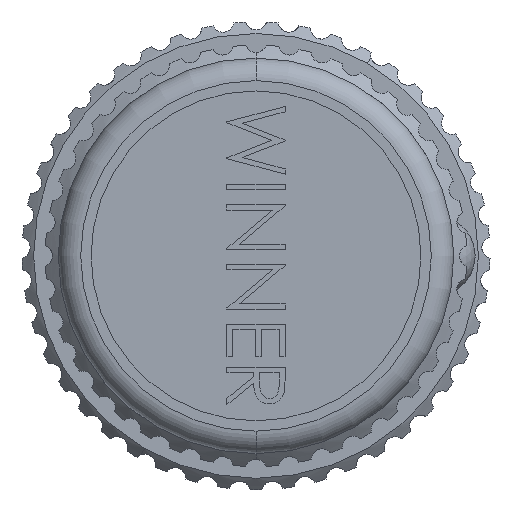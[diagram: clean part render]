
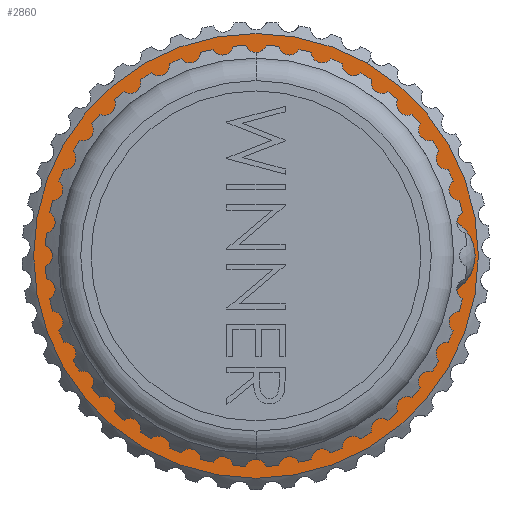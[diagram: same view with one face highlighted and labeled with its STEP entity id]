
A CAD part, left-side view. The second image highlights one B-rep face of the part: STEP entity #2860.
In plain terms, the highlighted planar face has unit normal (-1, 0, 0).
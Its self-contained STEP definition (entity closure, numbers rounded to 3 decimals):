
#171 = ORIENTED_EDGE ( 'NONE', *, *, #12912, .T. ) ;
#410 = CARTESIAN_POINT ( 'NONE',  ( -7.9, 3.364, 2.57 ) ) ;
#724 = CARTESIAN_POINT ( 'NONE',  ( -7.9, -2.951, 3.658 ) ) ;
#1125 = CARTESIAN_POINT ( 'NONE',  ( -7.9, -0.691, 4.502 ) ) ;
#1181 = CARTESIAN_POINT ( 'NONE',  ( -7.9, -3.653, -2.945 ) ) ;
#1279 = CARTESIAN_POINT ( 'NONE',  ( -7.9, -3.412, -3.191 ) ) ;
#1371 = CARTESIAN_POINT ( 'NONE',  ( -7.9, 0.928, -4.26 ) ) ;
#1473 = CARTESIAN_POINT ( 'NONE',  ( -7.9, -0.092, -4.424 ) ) ;
#1801 = CARTESIAN_POINT ( 'NONE',  ( -7.9, 3.983, 1.132 ) ) ;
#1997 = CARTESIAN_POINT ( 'NONE',  ( -7.9, 3.264, -2.563 ) ) ;
#2612 = DIRECTION ( 'NONE',  ( 1., 0., 0. ) ) ;
#2860 = ADVANCED_FACE ( 'NONE', ( #25556, #16900 ), #11210, .F. ) ;
#3137 = CARTESIAN_POINT ( 'NONE',  ( -7.9, -2.665, 3.86 ) ) ;
#3432 = VERTEX_POINT ( 'NONE', #29478 ) ;
#3441 = DIRECTION ( 'NONE',  ( 0., 0.5, -0.866 ) ) ;
#3539 = CARTESIAN_POINT ( 'NONE',  ( -7.9, 0., 0. ) ) ;
#3766 = ORIENTED_EDGE ( 'NONE', *, *, #23002, .T. ) ;
#3795 = CARTESIAN_POINT ( 'NONE',  ( -7.9, -0.613, -4.425 ) ) ;
#4714 = CARTESIAN_POINT ( 'NONE',  ( -7.9, 3.264, 0. ) ) ;
#5025 = CARTESIAN_POINT ( 'NONE',  ( -7.9, 3.047, 2.99 ) ) ;
#5686 = CARTESIAN_POINT ( 'NONE',  ( -7.9, -2.574, -3.806 ) ) ;
#6113 = B_SPLINE_CURVE_WITH_KNOTS ( 'NONE', 3,
 ( #1997, #25080, #8949, #22832, #20712, #6699, #6517, #24984, #1801, #25265 ),
 .UNSPECIFIED., .F., .F.,
 ( 4, 2, 2, 2, 4 ),
 ( 0., 0.001, 0.002, 0.003, 0.004 ),
 .UNSPECIFIED. ) ;
#6235 = EDGE_CURVE ( 'NONE', #20242, #29617, #7981, .T. ) ;
#6517 = CARTESIAN_POINT ( 'NONE',  ( -7.9, 4.117, 0.082 ) ) ;
#6531 = CIRCLE ( 'NONE', #18309, 4.7 ) ;
#6699 = CARTESIAN_POINT ( 'NONE',  ( -7.9, 4.106, -0.273 ) ) ;
#7228 = DIRECTION ( 'NONE',  ( 0., 0., -1. ) ) ;
#7751 = CARTESIAN_POINT ( 'NONE',  ( -7.9, 1.687, 4.065 ) ) ;
#7981 = B_SPLINE_CURVE_WITH_KNOTS ( 'NONE', 3,
 ( #26760, #1181, #1279, #19899, #15018, #5686, #17528, #8116, #28894, #15113, #28998, #3795, #1473, #10652, #17427, #24142, #1371, #10550, #29203, #21919, #19594, #10253, #12896, #8016, #20002 ),
 .UNSPECIFIED., .F., .F.,
 ( 4, 2, 2, 1, 2, 2, 2, 2, 2, 2, 2, 2, 4 ),
 ( 0., 0.001, 0.002, 0.002, 0.003, 0.003, 0.004, 0.005, 0.005, 0.006, 0.006, 0.008, 0.009 ),
 .UNSPECIFIED. ) ;
#8016 = CARTESIAN_POINT ( 'NONE',  ( -7.9, 3.067, -2.852 ) ) ;
#8055 = CARTESIAN_POINT ( 'NONE',  ( -7.9, -2.361, 4.027 ) ) ;
#8116 = CARTESIAN_POINT ( 'NONE',  ( -7.9, -1.955, -4.107 ) ) ;
#8681 = DIRECTION ( 'NONE',  ( 0., 0.5, -0.866 ) ) ;
#8802 = VERTEX_POINT ( 'NONE', #13585 ) ;
#8931 = EDGE_LOOP ( 'NONE', ( #23481, #26401, #3766, #171 ) ) ;
#8949 = CARTESIAN_POINT ( 'NONE',  ( -7.9, 3.637, -1.965 ) ) ;
#8977 = CARTESIAN_POINT ( 'NONE',  ( -7.9, 0., 0. ) ) ;
#9476 = CARTESIAN_POINT ( 'NONE',  ( -7.9, 3.779, 1.807 ) ) ;
#10092 = CARTESIAN_POINT ( 'NONE',  ( -7.9, -1.376, 4.389 ) ) ;
#10253 = CARTESIAN_POINT ( 'NONE',  ( -7.9, 2.318, -3.577 ) ) ;
#10550 = CARTESIAN_POINT ( 'NONE',  ( -7.9, 1.092, -4.209 ) ) ;
#10652 = CARTESIAN_POINT ( 'NONE',  ( -7.9, 0.083, -4.414 ) ) ;
#11070 = DIRECTION ( 'NONE',  ( 1., 0., 0. ) ) ;
#11210 = PLANE ( 'NONE',  #25000 ) ;
#11925 = CARTESIAN_POINT ( 'NONE',  ( -7.9, 3.881, 1.47 ) ) ;
#12109 = ORIENTED_EDGE ( 'NONE', *, *, #27368, .T. ) ;
#12896 = CARTESIAN_POINT ( 'NONE',  ( -7.9, 2.838, -3.114 ) ) ;
#12912 = EDGE_CURVE ( 'NONE', #3432, #24417, #25878, .T. ) ;
#13585 = CARTESIAN_POINT ( 'NONE',  ( -7.9, -7.65, 13.25 ) ) ;
#14233 = CARTESIAN_POINT ( 'NONE',  ( -7.9, 3.635, 2.123 ) ) ;
#14446 = CARTESIAN_POINT ( 'NONE',  ( -7.9, 2.816, 3.25 ) ) ;
#14747 = CARTESIAN_POINT ( 'NONE',  ( -7.9, -1.712, 4.293 ) ) ;
#14958 = CARTESIAN_POINT ( 'NONE',  ( -7.9, 2.555, 3.48 ) ) ;
#15018 = CARTESIAN_POINT ( 'NONE',  ( -7.9, -2.866, -3.62 ) ) ;
#15113 = CARTESIAN_POINT ( 'NONE',  ( -7.9, -1.46, -4.271 ) ) ;
#15390 = EDGE_LOOP ( 'NONE', ( #26746, #12109 ) ) ;
#16170 = CARTESIAN_POINT ( 'NONE',  ( -7.9, 3.264, -2.563 ) ) ;
#16434 = EDGE_CURVE ( 'NONE', #24417, #20242, #6531, .T. ) ;
#16900 = FACE_OUTER_BOUND ( 'NONE', #15390, .T. ) ;
#16972 = CARTESIAN_POINT ( 'NONE',  ( -7.9, 2.28, 3.695 ) ) ;
#17075 = CARTESIAN_POINT ( 'NONE',  ( -7.9, 0.701, 4.416 ) ) ;
#17427 = CARTESIAN_POINT ( 'NONE',  ( -7.9, 0.425, -4.373 ) ) ;
#17528 = CARTESIAN_POINT ( 'NONE',  ( -7.9, -2.273, -3.973 ) ) ;
#18309 = AXIS2_PLACEMENT_3D ( 'NONE', #29610, #11070, #22611 ) ;
#18907 = CARTESIAN_POINT ( 'NONE',  ( -7.9, 3.263, 2.715 ) ) ;
#19324 = CARTESIAN_POINT ( 'NONE',  ( -7.9, 1.371, 4.207 ) ) ;
#19594 = CARTESIAN_POINT ( 'NONE',  ( -7.9, 2.035, -3.773 ) ) ;
#19899 = CARTESIAN_POINT ( 'NONE',  ( -7.9, -3.008, -3.518 ) ) ;
#20002 = CARTESIAN_POINT ( 'NONE',  ( -7.9, 3.264, -2.563 ) ) ;
#20242 = VERTEX_POINT ( 'NONE', #29685 ) ;
#20712 = CARTESIAN_POINT ( 'NONE',  ( -7.9, 4., -0.969 ) ) ;
#21919 = CARTESIAN_POINT ( 'NONE',  ( -7.9, 1.576, -4.014 ) ) ;
#22385 = CARTESIAN_POINT ( 'NONE',  ( -7.9, 7.65, -13.25 ) ) ;
#22440 = AXIS2_PLACEMENT_3D ( 'NONE', #8977, #29856, #8681 ) ;
#22611 = DIRECTION ( 'NONE',  ( 0., 0., -1. ) ) ;
#22690 = EDGE_CURVE ( 'NONE', #8802, #29368, #24902, .T. ) ;
#22832 = CARTESIAN_POINT ( 'NONE',  ( -7.9, 3.905, -1.311 ) ) ;
#23002 = EDGE_CURVE ( 'NONE', #29617, #3432, #6113, .T. ) ;
#23481 = ORIENTED_EDGE ( 'NONE', *, *, #16434, .T. ) ;
#23992 = CARTESIAN_POINT ( 'NONE',  ( -7.9, 0.357, 4.478 ) ) ;
#24001 = CARTESIAN_POINT ( 'NONE',  ( -7.9, -2.951, 3.658 ) ) ;
#24142 = CARTESIAN_POINT ( 'NONE',  ( -7.9, 0.594, -4.342 ) ) ;
#24391 = DIRECTION ( 'NONE',  ( -1., 0., 0. ) ) ;
#24417 = VERTEX_POINT ( 'NONE', #24001 ) ;
#24902 = CIRCLE ( 'NONE', #26950, 15.3 ) ;
#24984 = CARTESIAN_POINT ( 'NONE',  ( -7.9, 4.057, 0.785 ) ) ;
#25000 = AXIS2_PLACEMENT_3D ( 'NONE', #4714, #2612, #7228 ) ;
#25080 = CARTESIAN_POINT ( 'NONE',  ( -7.9, 3.462, -2.272 ) ) ;
#25241 = CIRCLE ( 'NONE', #22440, 15.3 ) ;
#25265 = CARTESIAN_POINT ( 'NONE',  ( -7.9, 3.881, 1.47 ) ) ;
#25556 = FACE_BOUND ( 'NONE', #8931, .T. ) ;
#25878 = B_SPLINE_CURVE_WITH_KNOTS ( 'NONE', 3,
 ( #11925, #9476, #14233, #410, #18907, #5025, #14446, #14958, #16972, #26505, #7751, #19324, #17075, #23992, #26288, #1125, #10092, #14747, #8055, #3137, #724 ),
 .UNSPECIFIED., .F., .F.,
 ( 4, 2, 2, 1, 2, 2, 2, 2, 2, 2, 4 ),
 ( 0., 0.001, 0.002, 0.002, 0.003, 0.003, 0.004, 0.005, 0.006, 0.007, 0.008 ),
 .UNSPECIFIED. ) ;
#26288 = CARTESIAN_POINT ( 'NONE',  ( -7.9, -0.337, 4.521 ) ) ;
#26401 = ORIENTED_EDGE ( 'NONE', *, *, #6235, .T. ) ;
#26505 = CARTESIAN_POINT ( 'NONE',  ( -7.9, 2.134, 3.795 ) ) ;
#26746 = ORIENTED_EDGE ( 'NONE', *, *, #22690, .T. ) ;
#26760 = CARTESIAN_POINT ( 'NONE',  ( -7.9, -3.866, -2.673 ) ) ;
#26950 = AXIS2_PLACEMENT_3D ( 'NONE', #3539, #24391, #3441 ) ;
#27368 = EDGE_CURVE ( 'NONE', #29368, #8802, #25241, .T. ) ;
#28894 = CARTESIAN_POINT ( 'NONE',  ( -7.9, -1.628, -4.222 ) ) ;
#28998 = CARTESIAN_POINT ( 'NONE',  ( -7.9, -0.954, -4.387 ) ) ;
#29203 = CARTESIAN_POINT ( 'NONE',  ( -7.9, 1.417, -4.086 ) ) ;
#29368 = VERTEX_POINT ( 'NONE', #22385 ) ;
#29478 = CARTESIAN_POINT ( 'NONE',  ( -7.9, 3.881, 1.47 ) ) ;
#29610 = CARTESIAN_POINT ( 'NONE',  ( -7.9, 0., 0. ) ) ;
#29617 = VERTEX_POINT ( 'NONE', #16170 ) ;
#29685 = CARTESIAN_POINT ( 'NONE',  ( -7.9, -3.866, -2.673 ) ) ;
#29856 = DIRECTION ( 'NONE',  ( -1., 0., 0. ) ) ;
